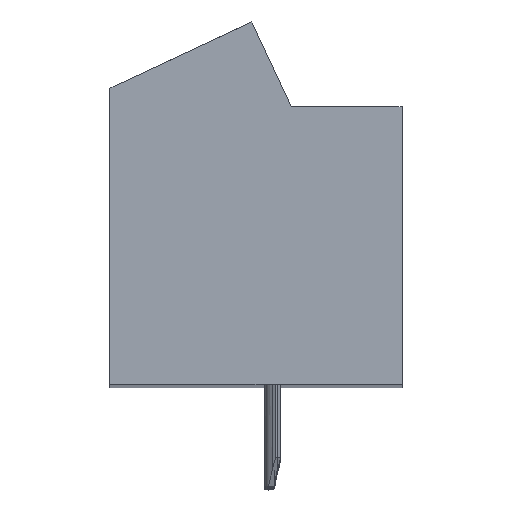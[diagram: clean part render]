
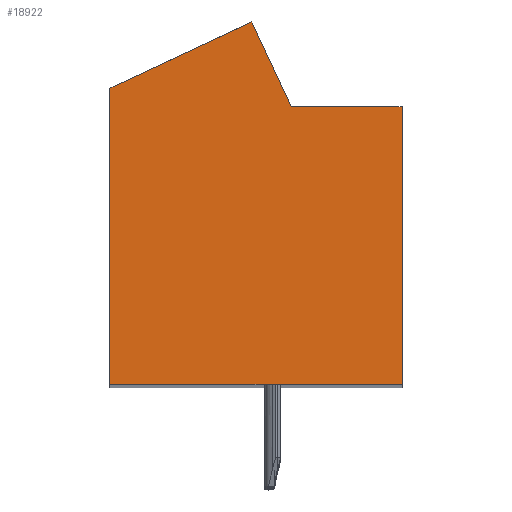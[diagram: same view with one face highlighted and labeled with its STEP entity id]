
A CAD part, top view. The second image highlights one B-rep face of the part: STEP entity #18922.
In plain terms, the highlighted planar face has unit normal (0, 0, 1).
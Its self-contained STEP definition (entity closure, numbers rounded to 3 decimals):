
#6667=DIRECTION('',(-1.,0.,0.));
#6668=VECTOR('',#6667,3.79);
#6669=CARTESIAN_POINT('',(5.002,3.3,71.75));
#6670=LINE('',#6669,#6668);
#6671=DIRECTION('',(0.,1.,0.));
#6672=VECTOR('',#6671,9.5);
#6673=CARTESIAN_POINT('',(5.002,-6.2,71.75));
#6674=LINE('',#6673,#6672);
#6675=DIRECTION('',(1.,0.,0.));
#6676=VECTOR('',#6675,10.);
#6677=CARTESIAN_POINT('',(-4.998,-6.2,71.75));
#6678=LINE('',#6677,#6676);
#6679=DIRECTION('',(0.,-1.,0.));
#6680=VECTOR('',#6679,10.135);
#6681=CARTESIAN_POINT('',(-4.998,3.935,71.75));
#6682=LINE('',#6681,#6680);
#6683=DIRECTION('',(-0.906,-0.423,0.));
#6684=VECTOR('',#6683,5.36);
#6685=CARTESIAN_POINT('',(-0.14,6.2,71.75));
#6686=LINE('',#6685,#6684);
#6687=DIRECTION('',(-0.423,0.906,0.));
#6688=VECTOR('',#6687,3.2);
#6689=CARTESIAN_POINT('',(1.212,3.3,71.75));
#6690=LINE('',#6689,#6688);
#8128=CARTESIAN_POINT('',(5.002,3.3,71.75));
#8129=CARTESIAN_POINT('',(1.212,3.3,71.75));
#8130=VERTEX_POINT('',#8128);
#8131=VERTEX_POINT('',#8129);
#8132=CARTESIAN_POINT('',(-0.14,6.2,71.75));
#8133=VERTEX_POINT('',#8132);
#8134=CARTESIAN_POINT('',(-4.998,3.935,71.75));
#8135=VERTEX_POINT('',#8134);
#8136=CARTESIAN_POINT('',(-4.998,-6.2,71.75));
#8137=VERTEX_POINT('',#8136);
#8138=CARTESIAN_POINT('',(5.002,-6.2,71.75));
#8139=VERTEX_POINT('',#8138);
#18909=CARTESIAN_POINT('',(0.,0.,71.75));
#18910=DIRECTION('',(0.,0.,1.));
#18911=DIRECTION('',(1.,0.,0.));
#18912=AXIS2_PLACEMENT_3D('',#18909,#18910,#18911);
#18913=PLANE('',#18912);
#18914=ORIENTED_EDGE('',*,*,#10407,.F.);
#18915=ORIENTED_EDGE('',*,*,#10422,.F.);
#18916=ORIENTED_EDGE('',*,*,#10436,.F.);
#18917=ORIENTED_EDGE('',*,*,#10727,.F.);
#18918=ORIENTED_EDGE('',*,*,#11041,.F.);
#18919=ORIENTED_EDGE('',*,*,#18903,.F.);
#18920=EDGE_LOOP('',(#18914,#18915,#18916,#18917,#18918,#18919));
#18921=FACE_OUTER_BOUND('',#18920,.F.);
#10407=EDGE_CURVE('',#8130,#8131,#6670,.T.);
#10422=EDGE_CURVE('',#8139,#8130,#6674,.T.);
#10436=EDGE_CURVE('',#8137,#8139,#6678,.T.);
#10727=EDGE_CURVE('',#8135,#8137,#6682,.T.);
#11041=EDGE_CURVE('',#8133,#8135,#6686,.T.);
#18903=EDGE_CURVE('',#8131,#8133,#6690,.T.);
#18922=ADVANCED_FACE('',(#18921),#18913,.T.);
